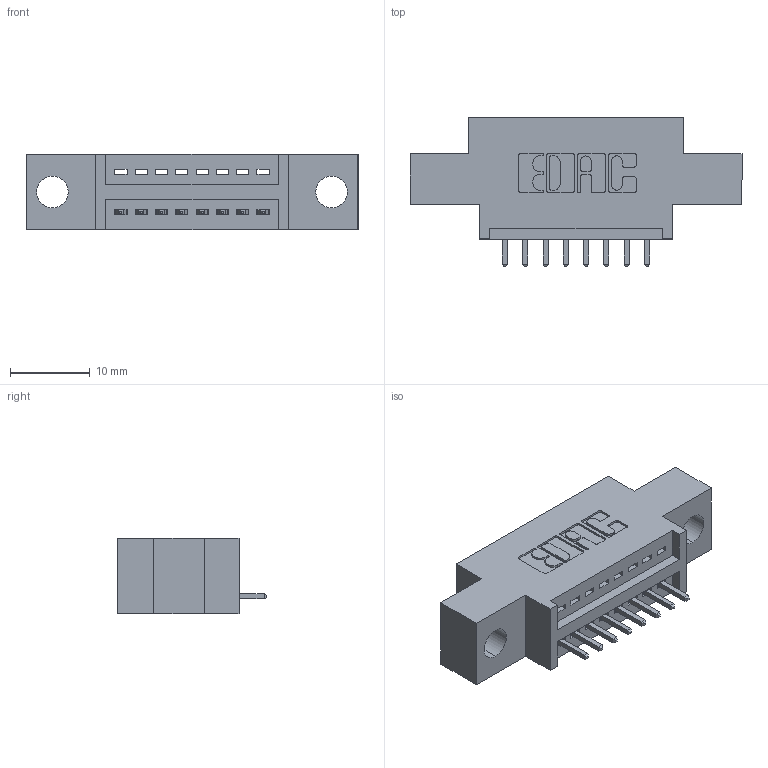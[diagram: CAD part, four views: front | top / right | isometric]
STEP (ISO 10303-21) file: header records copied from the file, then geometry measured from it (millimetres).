
FILE_DESCRIPTION (( 'STEP AP203' ), '1' );
FILE_NAME ('395-008-521-604.STEP', '2018-10-23T22:45:15', ( '' ), ( '' ), 'SwSTEP 2.0', 'SolidWorks 2016', '' );
FILE_SCHEMA (( 'CONFIG_CONTROL_DESIGN' ));
Length unit declared in the file: inch
Products named in the file (3): 345 Part_0.170 Offset - 0.156 Dia-TH; 345-292-001_345-293-121; 395-008-521-604
Assembly tree (9 placements, depth 2):
  395-008-521-604
    345 Part_0.170 Offset - 0.156 Dia-TH
    345-292-001_345-293-121  x8
Bounding box: 41.53 x 18.72 x 9.4 mm (x, y, z)
Volume: 3442 mm3; surface area: 3958.2 mm2
Topology: 9 solids, 9 shells, 594 faces, 1761 edges, 1162 vertices
Faces by surface type: plane 404, cylinder 190
Entity records: 10751 total; most frequent: CARTESIAN_POINT 1872, ORIENTED_EDGE 1814, DIRECTION 1683, EDGE_CURVE 907, LINE 743, VECTOR 743, VERTEX_POINT 602, AXIS2_PLACEMENT_3D 470
